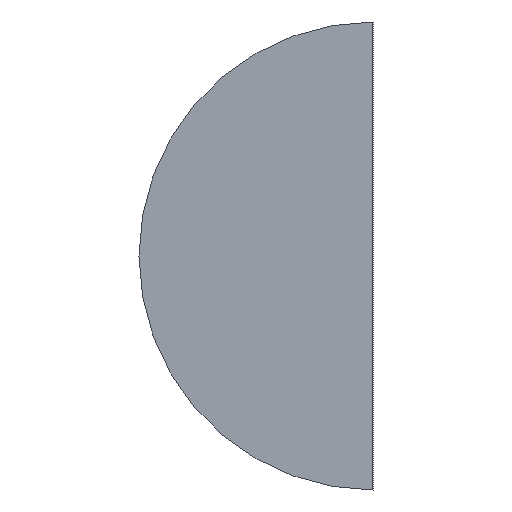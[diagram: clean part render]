
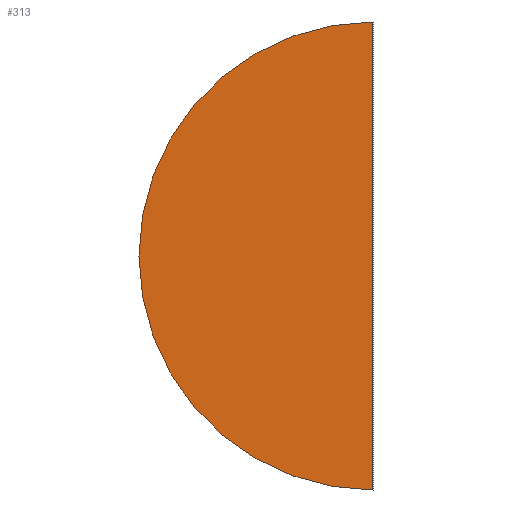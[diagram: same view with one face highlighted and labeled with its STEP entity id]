
A CAD part, left-side view. The second image highlights one B-rep face of the part: STEP entity #313.
In plain terms, the highlighted planar face has unit normal (-1, 0, 0).
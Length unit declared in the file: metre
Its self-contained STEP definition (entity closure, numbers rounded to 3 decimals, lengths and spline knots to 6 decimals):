
#17 = DIRECTION ( 'NONE',  ( 0., 0., -1. ) ) ;
#33 = EDGE_CURVE ( 'NONE', #287, #314, #291, .T. ) ;
#43 = DIRECTION ( 'NONE',  ( 0., 0., 1. ) ) ;
#63 = AXIS2_PLACEMENT_3D ( 'NONE', #334, #158, #73 ) ;
#73 = DIRECTION ( 'NONE',  ( 0., 0., -1. ) ) ;
#99 = VECTOR ( 'NONE', #43, 1. ) ;
#104 = CARTESIAN_POINT ( 'NONE',  ( -40., 0., 6.4737 ) ) ;
#119 = LINE ( 'NONE', #104, #99 ) ;
#126 = CARTESIAN_POINT ( 'NONE',  ( -40., 0., 0. ) ) ;
#151 = DIRECTION ( 'NONE',  ( 1., 0., 0. ) ) ;
#158 = DIRECTION ( 'NONE',  ( 1., 0., 0. ) ) ;
#185 = FACE_OUTER_BOUND ( 'NONE', #342, .T. ) ;
#189 = AXIS2_PLACEMENT_3D ( 'NONE', #126, #151, #17 ) ;
#212 = PLANE ( 'NONE',  #63 ) ;
#249 = CARTESIAN_POINT ( 'NONE',  ( -40., 0., 1.8575 ) ) ;
#280 = CARTESIAN_POINT ( 'NONE',  ( -40., 0., -1.8575 ) ) ;
#287 = VERTEX_POINT ( 'NONE', #280 ) ;
#291 = CIRCLE ( 'NONE', #189, 1.8575 ) ;
#313 = ADVANCED_FACE ( 'NONE', ( #185 ), #212, .F. ) ;
#314 = VERTEX_POINT ( 'NONE', #249 ) ;
#333 = ORIENTED_EDGE ( 'NONE', *, *, #385, .T. ) ;
#334 = CARTESIAN_POINT ( 'NONE',  ( -40., 0., 0. ) ) ;
#342 = EDGE_LOOP ( 'NONE', ( #373, #333 ) ) ;
#373 = ORIENTED_EDGE ( 'NONE', *, *, #33, .F. ) ;
#385 = EDGE_CURVE ( 'NONE', #287, #314, #119, .T. ) ;
